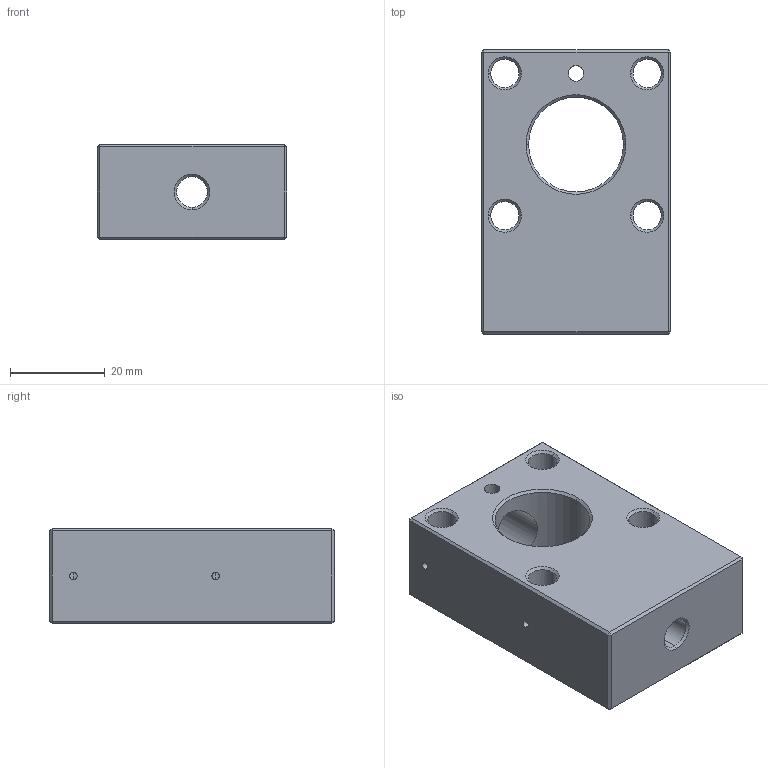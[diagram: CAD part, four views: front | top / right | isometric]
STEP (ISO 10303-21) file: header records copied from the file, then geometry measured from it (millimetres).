
FILE_DESCRIPTION (( 'STEP AP203' ), '1' );
FILE_NAME ('GCT-020302 俋倛芞.STEP', '2017-07-25T07:40:55', ( 'Lxtx999.CoM' ), ( 'Lxtx999.CoM' ), 'SwSTEP 2.0', 'SolidWorks 2012', '' );
FILE_SCHEMA (( 'CONFIG_CONTROL_DESIGN' ));
Length unit declared in the file: millimetre
Products named in the file (1): GCT-020302 俋倛芞
Bounding box: 40 x 60 x 20 mm (x, y, z)
Volume: 34537.5 mm3; surface area: 11794.1 mm2
Topology: 1 solids, 1 shells, 79 faces, 190 edges, 108 vertices
Faces by surface type: cylinder 28, plane 27, cone 24
Entity records: 2733 total; most frequent: CARTESIAN_POINT 782, DIRECTION 394, ORIENTED_EDGE 380, EDGE_CURVE 190, AXIS2_PLACEMENT_3D 144, VERTEX_POINT 108, LINE 106, VECTOR 106
